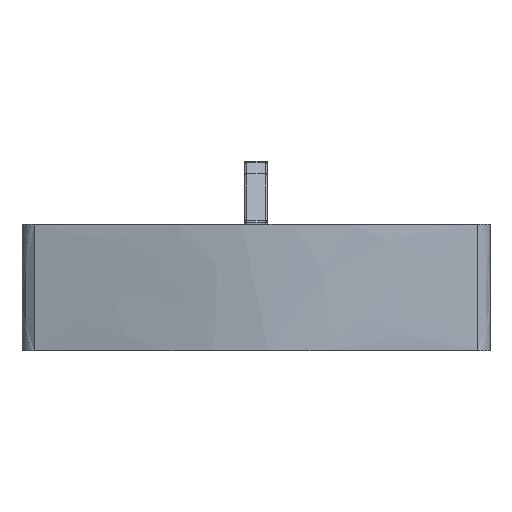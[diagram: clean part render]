
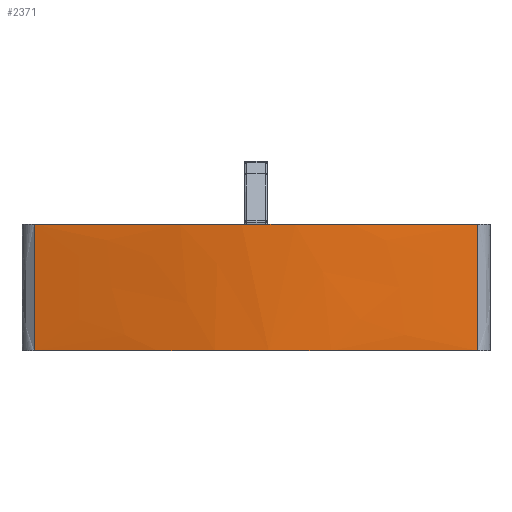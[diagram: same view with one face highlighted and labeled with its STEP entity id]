
A CAD part, left-side view. The second image highlights one B-rep face of the part: STEP entity #2371.
In plain terms, the highlighted free-form (B-spline) face has degree [2, 1] with [3, 2] control points.
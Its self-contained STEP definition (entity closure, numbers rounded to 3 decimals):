
#160=(
BOUNDED_CURVE()
B_SPLINE_CURVE(2,(#3494,#3495,#3496),.UNSPECIFIED.,.F.,.F.)
B_SPLINE_CURVE_WITH_KNOTS((3,3),(0.,7.234),.UNSPECIFIED.)
CURVE()
GEOMETRIC_REPRESENTATION_ITEM()
RATIONAL_B_SPLINE_CURVE((1.,2.913,1.035))
REPRESENTATION_ITEM('')
);
#161=(
BOUNDED_CURVE()
B_SPLINE_CURVE(2,(#3498,#3499,#3500),.UNSPECIFIED.,.F.,.F.)
B_SPLINE_CURVE_WITH_KNOTS((3,3),(-7.234,0.),.UNSPECIFIED.)
CURVE()
GEOMETRIC_REPRESENTATION_ITEM()
RATIONAL_B_SPLINE_CURVE((1.035,2.913,1.))
REPRESENTATION_ITEM('')
);
#168=(
BOUNDED_SURFACE()
B_SPLINE_SURFACE(2,1,((#3487,#3488),(#3489,#3490),(#3491,#3492)),
 .UNSPECIFIED.,.F.,.F.,.F.)
B_SPLINE_SURFACE_WITH_KNOTS((3,3),(2,2),(-7.234,0.),(0.,2.),
 .UNSPECIFIED.)
GEOMETRIC_REPRESENTATION_ITEM()
RATIONAL_B_SPLINE_SURFACE(((1.035,1.035),(2.913,
2.913),(1.,1.)))
REPRESENTATION_ITEM('')
SURFACE()
);
#301=FACE_OUTER_BOUND('',#453,.T.);
#453=EDGE_LOOP('',(#1653,#1654,#1655,#1656));
#626=LINE('',#3486,#831);
#627=LINE('',#3501,#832);
#831=VECTOR('',#2800,10.);
#832=VECTOR('',#2801,10.);
#1042=VERTEX_POINT('',#3481);
#1043=VERTEX_POINT('',#3484);
#1044=VERTEX_POINT('',#3493);
#1045=VERTEX_POINT('',#3497);
#1272=EDGE_CURVE('',#1042,#1043,#626,.T.);
#1273=EDGE_CURVE('',#1042,#1044,#160,.T.);
#1274=EDGE_CURVE('',#1045,#1043,#161,.T.);
#1275=EDGE_CURVE('',#1044,#1045,#627,.T.);
#1653=ORIENTED_EDGE('',*,*,#1273,.F.);
#1654=ORIENTED_EDGE('',*,*,#1272,.T.);
#1655=ORIENTED_EDGE('',*,*,#1274,.F.);
#1656=ORIENTED_EDGE('',*,*,#1275,.F.);
#2371=ADVANCED_FACE('',(#301),#168,.T.);
#2800=DIRECTION('',(0.,0.,-1.));
#2801=DIRECTION('',(0.,0.,-1.));
#3481=CARTESIAN_POINT('',(-19.412,35.088,0.));
#3484=CARTESIAN_POINT('',(-19.412,35.088,-20.));
#3486=CARTESIAN_POINT('',(-19.412,35.088,0.));
#3487=CARTESIAN_POINT('Ctrl Pts',(-19.412,-35.088,0.));
#3488=CARTESIAN_POINT('Ctrl Pts',(-19.412,-35.088,-20.));
#3489=CARTESIAN_POINT('Ctrl Pts',(-26.952,0.,
0.));
#3490=CARTESIAN_POINT('Ctrl Pts',(-26.952,0.,
-20.));
#3491=CARTESIAN_POINT('Ctrl Pts',(-19.412,35.088,0.));
#3492=CARTESIAN_POINT('Ctrl Pts',(-19.412,35.088,-20.));
#3493=CARTESIAN_POINT('',(-19.412,-35.088,0.));
#3494=CARTESIAN_POINT('Ctrl Pts',(-19.412,35.088,0.));
#3495=CARTESIAN_POINT('Ctrl Pts',(-26.952,0.,
0.));
#3496=CARTESIAN_POINT('Ctrl Pts',(-19.412,-35.088,0.));
#3497=CARTESIAN_POINT('',(-19.412,-35.088,-20.));
#3498=CARTESIAN_POINT('Ctrl Pts',(-19.412,-35.088,-20.));
#3499=CARTESIAN_POINT('Ctrl Pts',(-26.952,0.,
-20.));
#3500=CARTESIAN_POINT('Ctrl Pts',(-19.412,35.088,-20.));
#3501=CARTESIAN_POINT('',(-19.412,-35.088,0.));
